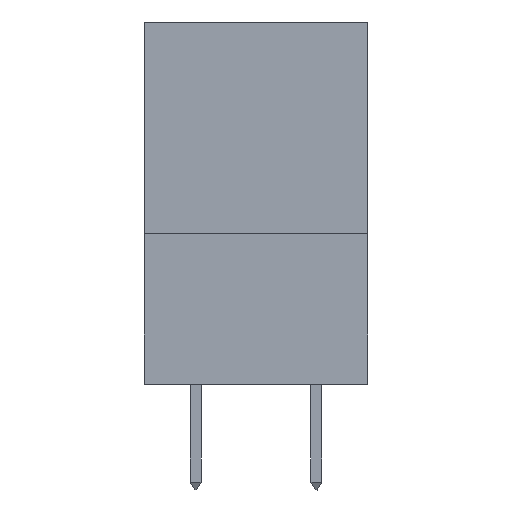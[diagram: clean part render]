
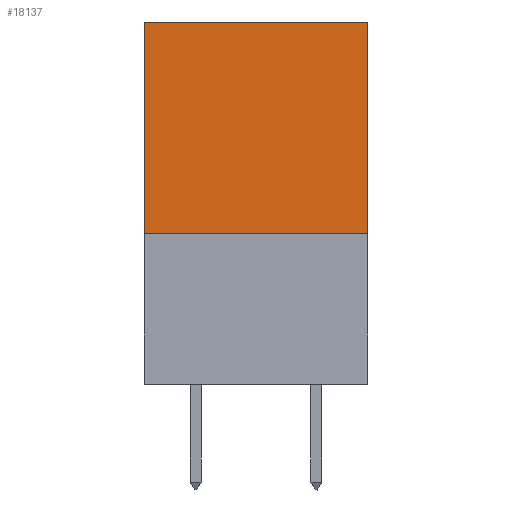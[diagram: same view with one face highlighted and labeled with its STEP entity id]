
A CAD part, left-side view. The second image highlights one B-rep face of the part: STEP entity #18137.
In plain terms, the highlighted face is planar.
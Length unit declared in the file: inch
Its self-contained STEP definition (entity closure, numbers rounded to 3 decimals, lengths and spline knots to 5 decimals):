
#1049=PLANE('',#19169);
#1803=FACE_OUTER_BOUND('',#2698,.T.);
#2698=EDGE_LOOP('',(#16684,#16685,#16686,#16687));
#2835=LINE('',#24183,#5163);
#3589=LINE('',#25781,#5917);
#4026=LINE('',#26632,#6354);
#4955=LINE('',#28716,#7283);
#5163=VECTOR('',#19512,39.37008);
#5917=VECTOR('',#20558,39.37008);
#6354=VECTOR('',#21107,39.37008);
#7283=VECTOR('',#23356,39.37008);
#7771=VERTEX_POINT('',#24179);
#7773=VERTEX_POINT('',#24182);
#8471=VERTEX_POINT('',#25780);
#8829=VERTEX_POINT('',#26631);
#9511=EDGE_CURVE('',#7771,#7773,#2835,.T.);
#10292=EDGE_CURVE('',#8471,#7773,#3589,.T.);
#10735=EDGE_CURVE('',#8829,#8471,#4026,.T.);
#11818=EDGE_CURVE('',#8829,#7771,#4955,.T.);
#16684=ORIENTED_EDGE('',*,*,#10292,.T.);
#16685=ORIENTED_EDGE('',*,*,#9511,.F.);
#16686=ORIENTED_EDGE('',*,*,#11818,.F.);
#16687=ORIENTED_EDGE('',*,*,#10735,.T.);
#18137=ADVANCED_FACE('',(#1803),#1049,.F.);
#19169=AXIS2_PLACEMENT_3D('',#28715,#23354,#23355);
#19512=DIRECTION('',(0.,1.,0.));
#20558=DIRECTION('',(0.,0.,1.));
#21107=DIRECTION('',(0.,1.,0.));
#23354=DIRECTION('center_axis',(-1.,0.,0.));
#23355=DIRECTION('ref_axis',(0.,0.,1.));
#23356=DIRECTION('',(0.,0.,1.));
#24179=CARTESIAN_POINT('',(4.5475,0.25,0.));
#24182=CARTESIAN_POINT('',(4.5475,0.6,0.));
#24183=CARTESIAN_POINT('',(4.5475,0.25,0.));
#25780=CARTESIAN_POINT('',(4.5475,0.6,-0.37));
#25781=CARTESIAN_POINT('',(4.5475,0.6,0.));
#26631=CARTESIAN_POINT('',(4.5475,0.25,-0.37));
#26632=CARTESIAN_POINT('',(4.5475,0.25,-0.37));
#28715=CARTESIAN_POINT('Origin',(4.5475,0.25,0.));
#28716=CARTESIAN_POINT('',(4.5475,0.25,0.));
